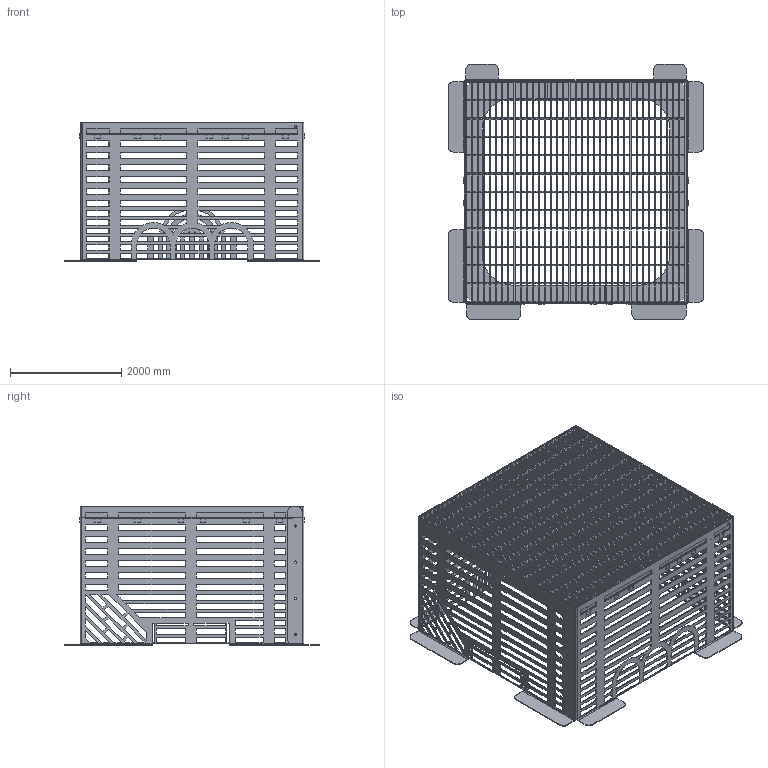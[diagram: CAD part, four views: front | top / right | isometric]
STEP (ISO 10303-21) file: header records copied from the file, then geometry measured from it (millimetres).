
FILE_DESCRIPTION(/* description */ (''),/* implementation_level */ '2;1');
FILE_NAME(/* name */ '19991.000X_3D.stp',/* time_stamp */ '2025-03-13T10:11:16+01:00',/* author */ ('N.Hausmann'),/* organization */ (''),/* preprocessor_version */ 'ST-DEVELOPER v20',/* originating_system */ 'AutoCAD Mechanical',/* authorisation */ '');
FILE_SCHEMA (('AUTOMOTIVE_DESIGN { 1 0 10303 214 3 1 1 }'));
Products named in the file (2): Product; *S0
Assembly tree (1 placements, depth 2):
  Product
    *S0
Bounding box: 4601 x 4600 x 2500 mm (x, y, z)
Volume: 950520421.7 mm3; surface area: 126057579.4 mm2
Topology: 4 solids, 4 shells, 2822 faces, 9409 edges, 6178 vertices
Faces by surface type: plane 2659, cylinder 163
Full cylindrical faces by diameter (mm): 41 x9
Entity records: 103137 total; most frequent: ORIENTED_EDGE 18812, CARTESIAN_POINT 18412, DIRECTION 15385, EDGE_CURVE 9406, LINE 9083, VECTOR 9083, VERTEX_POINT 6172, EDGE_LOOP 3792
